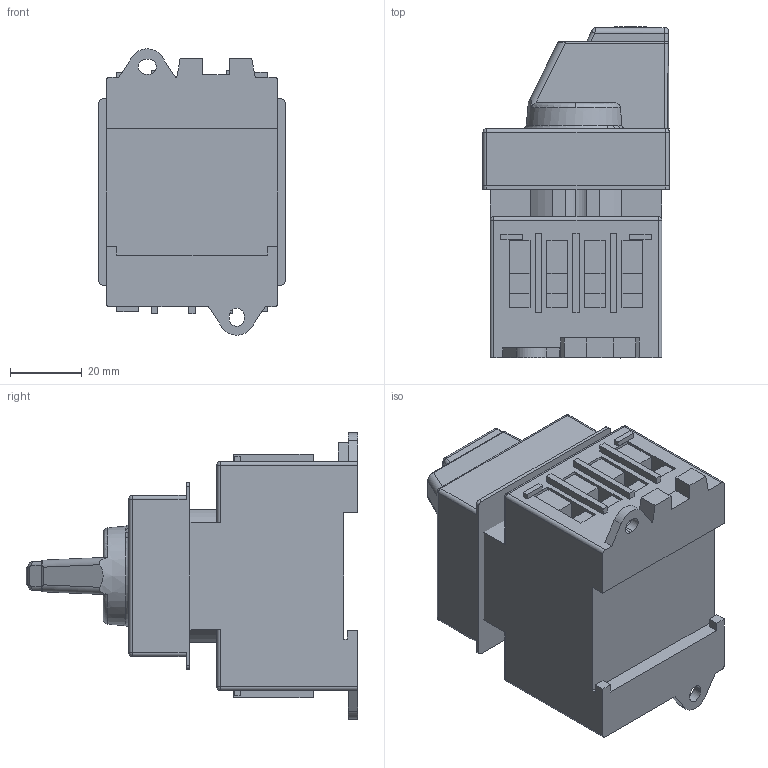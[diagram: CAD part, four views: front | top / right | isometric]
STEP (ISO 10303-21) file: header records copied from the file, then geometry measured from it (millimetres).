
FILE_DESCRIPTION((''),'2;1');
FILE_NAME('LTS20_25_32_40_SMAH1_A3_4_ASM','2021-10-06T',('marketing.praksa'),('Audax d.o.o.'),'CREO PARAMETRIC BY PTC INC, 2017480','CREO PARAMETRIC BY PTC INC, 2017480','');
FILE_SCHEMA(('AUTOMOTIVE_DESIGN { 1 0 10303 214 1 1 1 1 }'));
Length unit declared in the file: millimetre
Products named in the file (7): LTS_20_25_40_V_A4; SV1_48X48_SMAH1; 64_SCREW; BAS; TOPYELLOW; PRT9563; LTS20_25_32_40_SMAH1_A3_4_ASM
Assembly tree (13 placements, depth 2):
  LTS20_25_32_40_SMAH1_A3_4_ASM
    LTS_20_25_40_V_A4
    SV1_48X48_SMAH1
    64_SCREW  x8
    BAS
    TOPYELLOW
    PRT9563
Bounding box: 52 x 92.7 x 80 mm (x, y, z)
Volume: 179268.3 mm3; surface area: 38648.4 mm2
Topology: 15 solids, 15 shells, 840 faces, 2228 edges, 1435 vertices
Faces by surface type: plane 429, cylinder 229, cone 65, bspline 48, torus 45, sphere 24
Entity records: 25613 total; most frequent: CARTESIAN_POINT 4820, ORIENTED_EDGE 2636, DIRECTION 2599, PRESENTATION_STYLE_ASSIGNMENT 1844, STYLED_ITEM 1844, CURVE_STYLE 1318, EDGE_CURVE 1318, VECTOR 875
